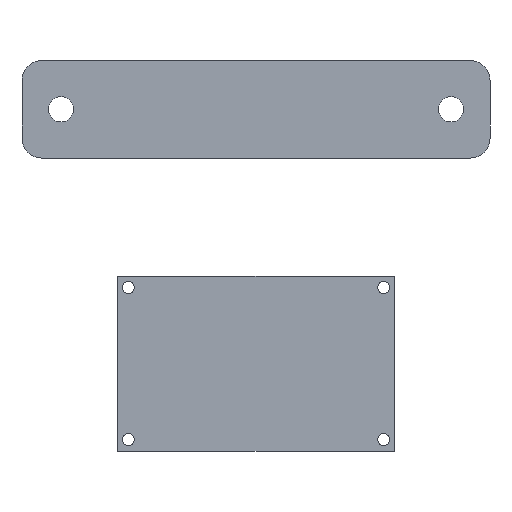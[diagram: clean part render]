
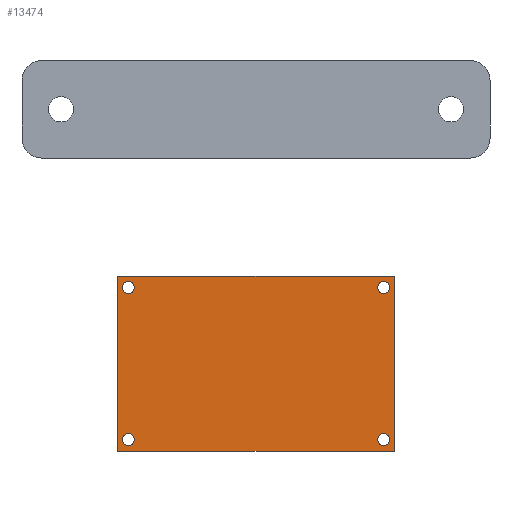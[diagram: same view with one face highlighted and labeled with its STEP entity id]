
A CAD part, front view. The second image highlights one B-rep face of the part: STEP entity #13474.
In plain terms, the highlighted planar face has unit normal (0, -1, 0).
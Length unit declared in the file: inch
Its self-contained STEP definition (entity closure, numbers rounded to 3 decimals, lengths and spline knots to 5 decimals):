
#26 = ORIENTED_EDGE ( 'NONE', *, *, #20782, .T. ) ;
#211 = DIRECTION ( 'NONE',  ( 0., 1., 0. ) ) ;
#234 = EDGE_LOOP ( 'NONE', ( #8567, #16766 ) ) ;
#309 = ORIENTED_EDGE ( 'NONE', *, *, #21673, .F. ) ;
#574 = CARTESIAN_POINT ( 'NONE',  ( -1.28953, 0.73528, -0.03962 ) ) ;
#1008 = DIRECTION ( 'NONE',  ( 0., 0., 1. ) ) ;
#1325 = CARTESIAN_POINT ( 'NONE',  ( -1.28953, 0.73528, 1.49582 ) ) ;
#1464 = AXIS2_PLACEMENT_3D ( 'NONE', #5843, #19230, #2209 ) ;
#1816 = VERTEX_POINT ( 'NONE', #11884 ) ;
#1884 = CARTESIAN_POINT ( 'NONE',  ( 1.28921, 0.73528, 1.55582 ) ) ;
#2209 = DIRECTION ( 'NONE',  ( 0., 0., 1. ) ) ;
#2278 = CARTESIAN_POINT ( 'NONE',  ( 1.28921, 0.73528, 1.49582 ) ) ;
#2279 = EDGE_CURVE ( 'NONE', #3898, #16639, #19343, .T. ) ;
#2592 = LINE ( 'NONE', #23419, #24205 ) ;
#2662 = EDGE_CURVE ( 'NONE', #22445, #15982, #5642, .T. ) ;
#3023 = VERTEX_POINT ( 'NONE', #22792 ) ;
#3115 = ORIENTED_EDGE ( 'NONE', *, *, #2279, .F. ) ;
#3786 = EDGE_CURVE ( 'NONE', #15982, #22445, #6917, .T. ) ;
#3812 = DIRECTION ( 'NONE',  ( 0., 1., 0. ) ) ;
#3898 = VERTEX_POINT ( 'NONE', #8707 ) ;
#4119 = DIRECTION ( 'NONE',  ( 0., 0., 1. ) ) ;
#4356 = CARTESIAN_POINT ( 'NONE',  ( -1.39764, 0.73528, -0.1 ) ) ;
#4962 = EDGE_LOOP ( 'NONE', ( #5688, #12733 ) ) ;
#5323 = AXIS2_PLACEMENT_3D ( 'NONE', #15566, #23073, #1008 ) ;
#5615 = DIRECTION ( 'NONE',  ( 0., 1., 0. ) ) ;
#5642 = CIRCLE ( 'NONE', #18594, 0.06 ) ;
#5682 = ORIENTED_EDGE ( 'NONE', *, *, #2662, .T. ) ;
#5688 = ORIENTED_EDGE ( 'NONE', *, *, #15294, .T. ) ;
#5843 = CARTESIAN_POINT ( 'NONE',  ( -1.28953, 0.73528, 0.02038 ) ) ;
#5977 = VECTOR ( 'NONE', #22861, 39.37008 ) ;
#6381 = PLANE ( 'NONE',  #5323 ) ;
#6509 = DIRECTION ( 'NONE',  ( 0., 0., 1. ) ) ;
#6622 = DIRECTION ( 'NONE',  ( -1., 0., 0. ) ) ;
#6917 = CIRCLE ( 'NONE', #1464, 0.06 ) ;
#7734 = CARTESIAN_POINT ( 'NONE',  ( -1.28953, 0.73528, 1.55582 ) ) ;
#8047 = FACE_BOUND ( 'NONE', #23933, .T. ) ;
#8567 = ORIENTED_EDGE ( 'NONE', *, *, #16335, .T. ) ;
#8707 = CARTESIAN_POINT ( 'NONE',  ( -1.39764, 0.73528, 1.67047 ) ) ;
#8799 = VERTEX_POINT ( 'NONE', #1325 ) ;
#8933 = VERTEX_POINT ( 'NONE', #2278 ) ;
#9261 = DIRECTION ( 'NONE',  ( 0., 0., 1. ) ) ;
#9278 = VERTEX_POINT ( 'NONE', #20903 ) ;
#9555 = DIRECTION ( 'NONE',  ( 0., 0., 1. ) ) ;
#9718 = CARTESIAN_POINT ( 'NONE',  ( -1.39764, 0.73528, 1.67047 ) ) ;
#9770 = AXIS2_PLACEMENT_3D ( 'NONE', #12901, #14766, #4119 ) ;
#9990 = FACE_BOUND ( 'NONE', #234, .T. ) ;
#10059 = AXIS2_PLACEMENT_3D ( 'NONE', #1884, #3812, #9261 ) ;
#10362 = ORIENTED_EDGE ( 'NONE', *, *, #21766, .F. ) ;
#10454 = CIRCLE ( 'NONE', #21877, 0.06 ) ;
#10493 = DIRECTION ( 'NONE',  ( 0., 0., 1. ) ) ;
#10568 = CARTESIAN_POINT ( 'NONE',  ( -1.28953, 0.73528, 1.61582 ) ) ;
#10767 = CARTESIAN_POINT ( 'NONE',  ( 1.28921, 0.73528, 0.02038 ) ) ;
#11253 = CIRCLE ( 'NONE', #10059, 0.06 ) ;
#11305 = EDGE_LOOP ( 'NONE', ( #19513, #5682 ) ) ;
#11431 = DIRECTION ( 'NONE',  ( 0., 1., 0. ) ) ;
#11863 = AXIS2_PLACEMENT_3D ( 'NONE', #13253, #11431, #9555 ) ;
#11880 = VERTEX_POINT ( 'NONE', #13549 ) ;
#11884 = CARTESIAN_POINT ( 'NONE',  ( 1.39764, 0.73528, -0.1 ) ) ;
#12266 = ORIENTED_EDGE ( 'NONE', *, *, #16814, .F. ) ;
#12733 = ORIENTED_EDGE ( 'NONE', *, *, #22833, .T. ) ;
#12901 = CARTESIAN_POINT ( 'NONE',  ( 1.28921, 0.73528, 0.02038 ) ) ;
#13236 = LINE ( 'NONE', #16953, #5977 ) ;
#13253 = CARTESIAN_POINT ( 'NONE',  ( -1.28953, 0.73528, 1.55582 ) ) ;
#13474 = ADVANCED_FACE ( 'NONE', ( #9990, #17783, #8047, #19519, #23295 ), #6381, .F. ) ;
#13549 = CARTESIAN_POINT ( 'NONE',  ( 1.28921, 0.73528, 1.61582 ) ) ;
#14008 = CARTESIAN_POINT ( 'NONE',  ( 1.39764, 0.73528, 1.67047 ) ) ;
#14333 = DIRECTION ( 'NONE',  ( 0., 1., 0. ) ) ;
#14766 = DIRECTION ( 'NONE',  ( 0., 1., 0. ) ) ;
#14813 = DIRECTION ( 'NONE',  ( 0., 0., 1. ) ) ;
#15294 = EDGE_CURVE ( 'NONE', #3023, #9278, #17939, .T. ) ;
#15566 = CARTESIAN_POINT ( 'NONE',  ( 0., 0.73528, 0. ) ) ;
#15982 = VERTEX_POINT ( 'NONE', #16392 ) ;
#16335 = EDGE_CURVE ( 'NONE', #23816, #8799, #20508, .T. ) ;
#16392 = CARTESIAN_POINT ( 'NONE',  ( -1.28953, 0.73528, 0.08038 ) ) ;
#16499 = CIRCLE ( 'NONE', #19659, 0.06 ) ;
#16640 = ORIENTED_EDGE ( 'NONE', *, *, #21598, .T. ) ;
#16639 = VERTEX_POINT ( 'NONE', #14008 ) ;
#16766 = ORIENTED_EDGE ( 'NONE', *, *, #18319, .T. ) ;
#16814 = EDGE_CURVE ( 'NONE', #16639, #1816, #13236, .T. ) ;
#16953 = CARTESIAN_POINT ( 'NONE',  ( 1.39764, 0.73528, 1.67047 ) ) ;
#17175 = VECTOR ( 'NONE', #10493, 39.37008 ) ;
#17269 = CIRCLE ( 'NONE', #9770, 0.06 ) ;
#17284 = VERTEX_POINT ( 'NONE', #4356 ) ;
#17371 = DIRECTION ( 'NONE',  ( 1., 0., 0. ) ) ;
#17783 = FACE_BOUND ( 'NONE', #4962, .T. ) ;
#17839 = VECTOR ( 'NONE', #17371, 39.37008 ) ;
#17939 = CIRCLE ( 'NONE', #23790, 0.06 ) ;
#18319 = EDGE_CURVE ( 'NONE', #8799, #23816, #16499, .T. ) ;
#18418 = DIRECTION ( 'NONE',  ( 0., 1., 0. ) ) ;
#18594 = AXIS2_PLACEMENT_3D ( 'NONE', #18759, #5615, #14813 ) ;
#18759 = CARTESIAN_POINT ( 'NONE',  ( -1.28953, 0.73528, 0.02038 ) ) ;
#19230 = DIRECTION ( 'NONE',  ( 0., 1., 0. ) ) ;
#19343 = LINE ( 'NONE', #9718, #17839 ) ;
#19513 = ORIENTED_EDGE ( 'NONE', *, *, #3786, .T. ) ;
#19519 = FACE_BOUND ( 'NONE', #11305, .T. ) ;
#19659 = AXIS2_PLACEMENT_3D ( 'NONE', #7734, #211, #22616 ) ;
#20014 = CARTESIAN_POINT ( 'NONE',  ( 1.28921, 0.73528, 1.55582 ) ) ;
#20240 = LINE ( 'NONE', #20355, #17175 ) ;
#20355 = CARTESIAN_POINT ( 'NONE',  ( -1.39764, 0.73528, -0.1 ) ) ;
#20508 = CIRCLE ( 'NONE', #11863, 0.06 ) ;
#20782 = EDGE_CURVE ( 'NONE', #11880, #8933, #10454, .T. ) ;
#20903 = CARTESIAN_POINT ( 'NONE',  ( 1.28921, 0.73528, -0.03962 ) ) ;
#21598 = EDGE_CURVE ( 'NONE', #8933, #11880, #11253, .T. ) ;
#21673 = EDGE_CURVE ( 'NONE', #1816, #17284, #2592, .T. ) ;
#21766 = EDGE_CURVE ( 'NONE', #17284, #3898, #20240, .T. ) ;
#21877 = AXIS2_PLACEMENT_3D ( 'NONE', #20014, #14333, #6509 ) ;
#22445 = VERTEX_POINT ( 'NONE', #574 ) ;
#22616 = DIRECTION ( 'NONE',  ( 0., 0., 1. ) ) ;
#22792 = CARTESIAN_POINT ( 'NONE',  ( 1.28921, 0.73528, 0.08038 ) ) ;
#22833 = EDGE_CURVE ( 'NONE', #9278, #3023, #17269, .T. ) ;
#22861 = DIRECTION ( 'NONE',  ( 0., 0., -1. ) ) ;
#23073 = DIRECTION ( 'NONE',  ( 0., 1., 0. ) ) ;
#23295 = FACE_OUTER_BOUND ( 'NONE', #24214, .T. ) ;
#23419 = CARTESIAN_POINT ( 'NONE',  ( 1.39764, 0.73528, -0.1 ) ) ;
#23790 = AXIS2_PLACEMENT_3D ( 'NONE', #10767, #18418, #24152 ) ;
#23816 = VERTEX_POINT ( 'NONE', #10568 ) ;
#23933 = EDGE_LOOP ( 'NONE', ( #26, #16640 ) ) ;
#24152 = DIRECTION ( 'NONE',  ( 0., 0., 1. ) ) ;
#24205 = VECTOR ( 'NONE', #6622, 39.37008 ) ;
#24214 = EDGE_LOOP ( 'NONE', ( #309, #12266, #3115, #10362 ) ) ;
